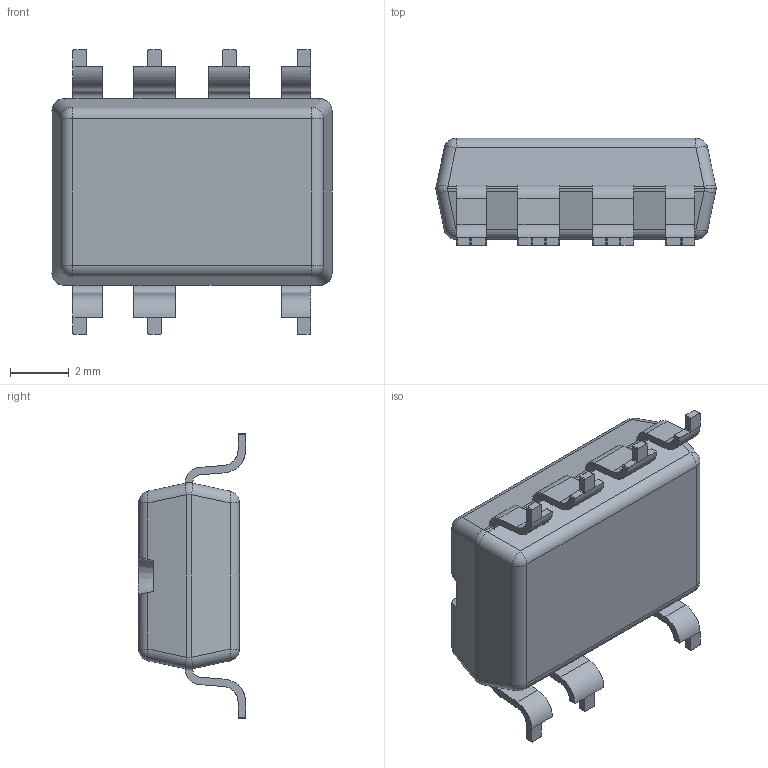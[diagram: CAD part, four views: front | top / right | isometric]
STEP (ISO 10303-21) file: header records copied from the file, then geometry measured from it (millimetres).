
FILE_DESCRIPTION (( 'STEP AP214' ), '1' );
FILE_NAME ('User Library-ncp101xapl.STEP', '2019-03-27T06:32:56', ( '' ), ( '' ), 'SwSTEP 2.0', 'SolidWorks 2019', '' );
FILE_SCHEMA (( 'AUTOMOTIVE_DESIGN' ));
Length unit declared in the file: millimetre
Products named in the file (5): User Library-ncp101xapl_Mirrorncp101xapl half pin; User Library-ncp101xapl; User Library-ncp101xapl_ncp101xapl body; User Library-ncp101xapl_ncp101xapl half pin; User Library-ncp101xapl_ncp101xapl full pin
Assembly tree (8 placements, depth 2):
  User Library-ncp101xapl
    User Library-ncp101xapl_ncp101xapl body
    User Library-ncp101xapl_ncp101xapl half pin  x2
    User Library-ncp101xapl_ncp101xapl full pin  x3
    User Library-ncp101xapl_Mirrorncp101xapl half pin  x2
Bounding box: 9.51 x 3.63 x 9.65 mm (x, y, z)
Volume: 198 mm3; surface area: 317.1 mm2
Topology: 8 solids, 8 shells, 203 faces, 504 edges, 309 vertices
Faces by surface type: plane 103, cylinder 85, sphere 14, cone 1
Entity records: 3565 total; most frequent: CARTESIAN_POINT 681, DIRECTION 603, ORIENTED_EDGE 536, EDGE_CURVE 268, AXIS2_PLACEMENT_3D 219, LINE 165, VECTOR 165, VERTEX_POINT 161
